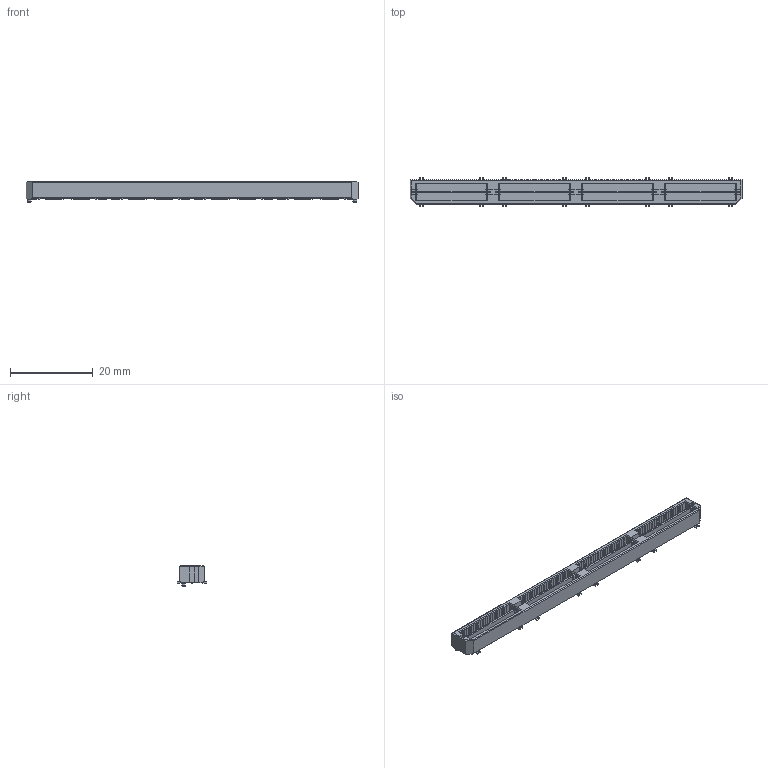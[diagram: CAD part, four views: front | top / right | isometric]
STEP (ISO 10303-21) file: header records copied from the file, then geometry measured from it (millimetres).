
FILE_DESCRIPTION((''),'2;1');
FILE_NAME('SAMTEC_QTE-080-01-L-D-A-K-TR.stp','2014-11-13T13:27:54',(''),(''),'Mechanical Desktop 2011','Mechanical Desktop 2011',', , ');
FILE_SCHEMA(('AUTOMOTIVE_DESIGN { 1 2 10303 214 1 1 1 1 }'));
Length unit declared in the file: millimetre
Products named in the file (1): Product
Bounding box: 80.01 x 7.11 x 4.98 mm (x, y, z)
Volume: 1264.9 mm3; surface area: 1890.9 mm2
Topology: 221 solids, 221 shells, 1612 faces, 3474 edges, 2302 vertices
Faces by surface type: plane 971, bspline 633, cylinder 4, torus 4
Entity records: 42689 total; most frequent: CARTESIAN_POINT 9440, ORIENTED_EDGE 6932, DIRECTION 5450, EDGE_CURVE 3466, VECTOR 3442, LINE 3442, VERTEX_POINT 2298, EDGE_LOOP 1624
